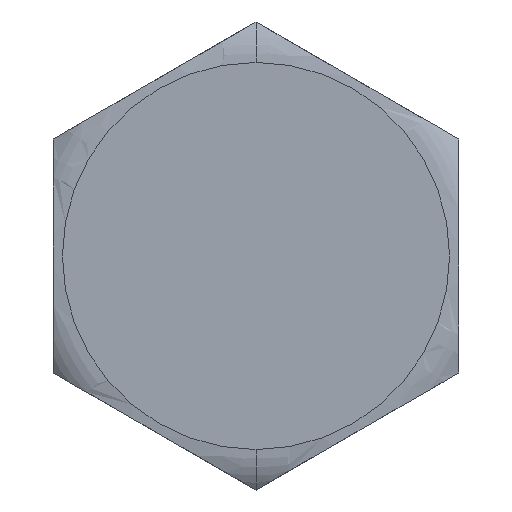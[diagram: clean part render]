
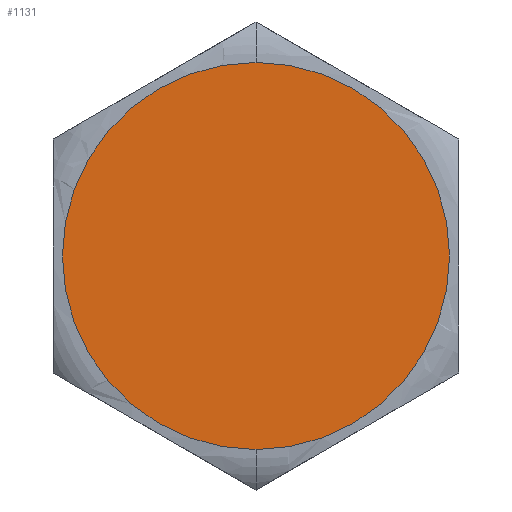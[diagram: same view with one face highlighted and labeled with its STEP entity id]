
A CAD part, front view. The second image highlights one B-rep face of the part: STEP entity #1131.
In plain terms, the highlighted planar face has unit normal (0, -1, 0).
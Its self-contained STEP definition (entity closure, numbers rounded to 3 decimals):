
#183 = CARTESIAN_POINT ( 'NONE',  ( 0., -2.29, 0. ) ) ;
#216 = AXIS2_PLACEMENT_3D ( 'NONE', #3819, #3108, #1426 ) ;
#234 = AXIS2_PLACEMENT_3D ( 'NONE', #668, #2332, #3339 ) ;
#668 = CARTESIAN_POINT ( 'NONE',  ( 0., -2.29, 0. ) ) ;
#796 = EDGE_CURVE ( 'NONE', #2189, #2607, #944, .T. ) ;
#926 = DIRECTION ( 'NONE',  ( 0., 0., 1. ) ) ;
#944 = CIRCLE ( 'NONE', #216, 3.82 ) ;
#1131 = ADVANCED_FACE ( 'NONE', ( #1610 ), #2278, .F. ) ;
#1175 = EDGE_LOOP ( 'NONE', ( #1235, #3808 ) ) ;
#1235 = ORIENTED_EDGE ( 'NONE', *, *, #4332, .T. ) ;
#1426 = DIRECTION ( 'NONE',  ( 0., 0., -1. ) ) ;
#1583 = CARTESIAN_POINT ( 'NONE',  ( 0., -2.29, 3.82 ) ) ;
#1584 = CIRCLE ( 'NONE', #234, 3.82 ) ;
#1610 = FACE_OUTER_BOUND ( 'NONE', #1175, .T. ) ;
#2189 = VERTEX_POINT ( 'NONE', #1583 ) ;
#2278 = PLANE ( 'NONE',  #2603 ) ;
#2293 = DIRECTION ( 'NONE',  ( 0., 1., 0. ) ) ;
#2332 = DIRECTION ( 'NONE',  ( 0., -1., 0. ) ) ;
#2603 = AXIS2_PLACEMENT_3D ( 'NONE', #183, #2293, #926 ) ;
#2607 = VERTEX_POINT ( 'NONE', #3913 ) ;
#3108 = DIRECTION ( 'NONE',  ( 0., -1., 0. ) ) ;
#3339 = DIRECTION ( 'NONE',  ( 0., 0., -1. ) ) ;
#3808 = ORIENTED_EDGE ( 'NONE', *, *, #796, .T. ) ;
#3819 = CARTESIAN_POINT ( 'NONE',  ( 0., -2.29, 0. ) ) ;
#3913 = CARTESIAN_POINT ( 'NONE',  ( 0., -2.29, -3.82 ) ) ;
#4332 = EDGE_CURVE ( 'NONE', #2607, #2189, #1584, .T. ) ;
